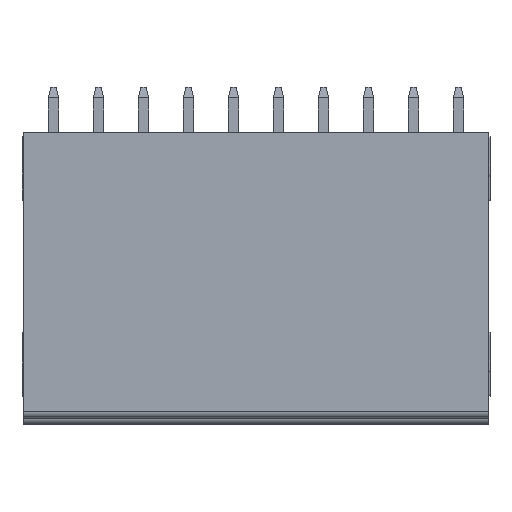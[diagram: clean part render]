
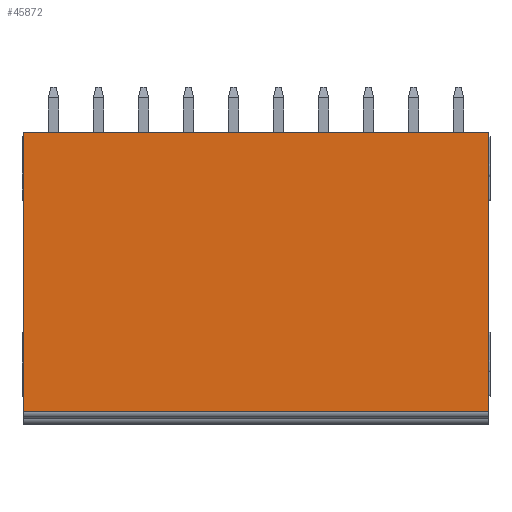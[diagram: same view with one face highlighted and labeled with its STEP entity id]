
A CAD part, top view. The second image highlights one B-rep face of the part: STEP entity #45872.
In plain terms, the highlighted planar face has unit normal (0, 0, 1).
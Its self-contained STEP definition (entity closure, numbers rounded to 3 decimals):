
#16507=DIRECTION('',(-1.,0.,0.));
#16508=VECTOR('',#16507,36.1);
#16509=CARTESIAN_POINT('',(-0.15,-10.3,9.2));
#16510=LINE('',#16509,#16508);
#16516=DIRECTION('',(0.,-1.,0.));
#16517=VECTOR('',#16516,21.7);
#16518=CARTESIAN_POINT('',(-36.25,11.4,9.2));
#16519=LINE('',#16518,#16517);
#16520=DIRECTION('',(-1.,0.,0.));
#16521=VECTOR('',#16520,36.1);
#16522=CARTESIAN_POINT('',(-0.15,11.4,9.2));
#16523=LINE('',#16522,#16521);
#16524=DIRECTION('',(0.,-1.,0.));
#16525=VECTOR('',#16524,21.7);
#16526=CARTESIAN_POINT('',(-0.15,11.4,9.2));
#16527=LINE('',#16526,#16525);
#21980=CARTESIAN_POINT('',(-0.15,11.4,9.2));
#21981=VERTEX_POINT('',#21980);
#21982=CARTESIAN_POINT('',(-0.15,-10.3,9.2));
#21983=VERTEX_POINT('',#21982);
#23020=CARTESIAN_POINT('',(-36.25,11.4,9.2));
#23021=VERTEX_POINT('',#23020);
#23022=CARTESIAN_POINT('',(-36.25,-10.3,9.2));
#23023=VERTEX_POINT('',#23022);
#45860=CARTESIAN_POINT('',(0.,11.4,9.2));
#45861=DIRECTION('',(0.,0.,1.));
#45862=DIRECTION('',(0.,-1.,0.));
#45863=AXIS2_PLACEMENT_3D('',#45860,#45861,#45862);
#45864=PLANE('',#45863);
#45865=ORIENTED_EDGE('',*,*,#34293,.F.);
#45867=ORIENTED_EDGE('',*,*,#45866,.F.);
#45868=ORIENTED_EDGE('',*,*,#45649,.T.);
#45869=ORIENTED_EDGE('',*,*,#45853,.T.);
#45870=EDGE_LOOP('',(#45865,#45867,#45868,#45869));
#45871=FACE_OUTER_BOUND('',#45870,.F.);
#45872=ADVANCED_FACE('',(#45871),#45864,.T.);
#34293=EDGE_CURVE('',#23021,#23023,#16519,.T.);
#45649=EDGE_CURVE('',#21981,#21983,#16527,.T.);
#45853=EDGE_CURVE('',#21983,#23023,#16510,.T.);
#45866=EDGE_CURVE('',#21981,#23021,#16523,.T.);
